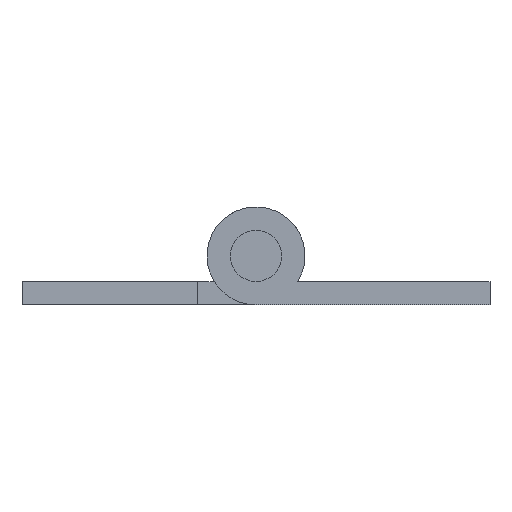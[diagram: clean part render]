
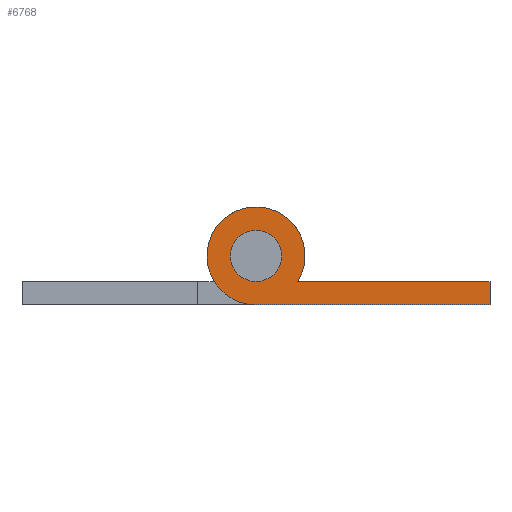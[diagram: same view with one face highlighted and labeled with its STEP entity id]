
A CAD part, front view. The second image highlights one B-rep face of the part: STEP entity #6768.
In plain terms, the highlighted planar face has unit normal (0, -1, 0).
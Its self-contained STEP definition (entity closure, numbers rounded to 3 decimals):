
#236 = EDGE_LOOP ( 'NONE', ( #7375, #7380, #6973, #6820 ) ) ;
#2364 = DIRECTION ( 'NONE',  ( 0., 0., 1. ) ) ;
#2365 = DIRECTION ( 'NONE',  ( 0., 1., 0. ) ) ;
#2366 = CARTESIAN_POINT ( 'NONE',  ( 0., -450., 0. ) ) ;
#2367 = AXIS2_PLACEMENT_3D ( 'NONE', #2366, #2365, #2364 ) ;
#2368 = CIRCLE ( 'NONE', #2367, 1.75 ) ;
#2380 = DIRECTION ( 'NONE',  ( -1., 0., 0. ) ) ;
#2381 = VECTOR ( 'NONE', #2380, 1000. ) ;
#2382 = CARTESIAN_POINT ( 'NONE',  ( 0., -450., -3.35 ) ) ;
#2383 = LINE ( 'NONE', #2382, #2381 ) ;
#2401 = DIRECTION ( 'NONE',  ( 0., 0., 1. ) ) ;
#2402 = DIRECTION ( 'NONE',  ( 0., 1., 0. ) ) ;
#2403 = CARTESIAN_POINT ( 'NONE',  ( 0., -450., 0. ) ) ;
#2404 = AXIS2_PLACEMENT_3D ( 'NONE', #2403, #2402, #2401 ) ;
#2405 = FACE_BOUND ( 'NONE', #6766, .T. ) ;
#2406 = FACE_OUTER_BOUND ( 'NONE', #236, .T. ) ;
#2412 = PLANE ( 'NONE',  #2404 ) ;
#2425 = DIRECTION ( 'NONE',  ( 0., 0., -1. ) ) ;
#2426 = VECTOR ( 'NONE', #2425, 1000. ) ;
#2427 = CARTESIAN_POINT ( 'NONE',  ( 16., -450., -3.35 ) ) ;
#2428 = LINE ( 'NONE', #2427, #2426 ) ;
#2429 = CARTESIAN_POINT ( 'NONE',  ( 16., -450., -1.75 ) ) ;
#2431 = CARTESIAN_POINT ( 'NONE',  ( 16., -450., -3.35 ) ) ;
#2432 = DIRECTION ( 'NONE',  ( 1., 0., 0. ) ) ;
#2433 = VECTOR ( 'NONE', #2432, 1000. ) ;
#2434 = CARTESIAN_POINT ( 'NONE',  ( 16., -450., -1.75 ) ) ;
#2435 = LINE ( 'NONE', #2434, #2433 ) ;
#3994 = CARTESIAN_POINT ( 'NONE',  ( 2.857, -450., -1.75 ) ) ;
#4048 = CARTESIAN_POINT ( 'NONE',  ( 0., -450., -1.75 ) ) ;
#4126 = DIRECTION ( 'NONE',  ( 0., 0., 1. ) ) ;
#4127 = DIRECTION ( 'NONE',  ( 0., 1., 0. ) ) ;
#4128 = CARTESIAN_POINT ( 'NONE',  ( 0., -450., 0. ) ) ;
#4129 = AXIS2_PLACEMENT_3D ( 'NONE', #4128, #4127, #4126 ) ;
#4130 = CIRCLE ( 'NONE', #4129, 1.75 ) ;
#4153 = CARTESIAN_POINT ( 'NONE',  ( 0., -450., 1.75 ) ) ;
#4410 = CARTESIAN_POINT ( 'NONE',  ( 0., -450., -3.35 ) ) ;
#4422 = DIRECTION ( 'NONE',  ( 0., 0., 1. ) ) ;
#4423 = DIRECTION ( 'NONE',  ( 0., 1., 0. ) ) ;
#4424 = CARTESIAN_POINT ( 'NONE',  ( 0., -450., 0. ) ) ;
#4425 = AXIS2_PLACEMENT_3D ( 'NONE', #4424, #4423, #4422 ) ;
#4426 = CIRCLE ( 'NONE', #4425, 3.35 ) ;
#6530 = EDGE_CURVE ( 'NONE', #8510, #8464, #2368, .T. ) ;
#6766 = EDGE_LOOP ( 'NONE', ( #6957, #6948 ) ) ;
#6768 = ADVANCED_FACE ( 'NONE', ( #2406, #2405 ), #2412, .F. ) ;
#6820 = ORIENTED_EDGE ( 'NONE', *, *, #6889, .F. ) ;
#6889 = EDGE_CURVE ( 'NONE', #7376, #8637, #2383, .T. ) ;
#6948 = ORIENTED_EDGE ( 'NONE', *, *, #6530, .T. ) ;
#6957 = ORIENTED_EDGE ( 'NONE', *, *, #8489, .T. ) ;
#6973 = ORIENTED_EDGE ( 'NONE', *, *, #8632, .F. ) ;
#7374 = EDGE_CURVE ( 'NONE', #8425, #7378, #2435, .T. ) ;
#7375 = ORIENTED_EDGE ( 'NONE', *, *, #7379, .F. ) ;
#7376 = VERTEX_POINT ( 'NONE', #2431 ) ;
#7378 = VERTEX_POINT ( 'NONE', #2429 ) ;
#7379 = EDGE_CURVE ( 'NONE', #7378, #7376, #2428, .T. ) ;
#7380 = ORIENTED_EDGE ( 'NONE', *, *, #7374, .F. ) ;
#8425 = VERTEX_POINT ( 'NONE', #3994 ) ;
#8464 = VERTEX_POINT ( 'NONE', #4048 ) ;
#8489 = EDGE_CURVE ( 'NONE', #8464, #8510, #4130, .T. ) ;
#8510 = VERTEX_POINT ( 'NONE', #4153 ) ;
#8632 = EDGE_CURVE ( 'NONE', #8637, #8425, #4426, .T. ) ;
#8637 = VERTEX_POINT ( 'NONE', #4410 ) ;
